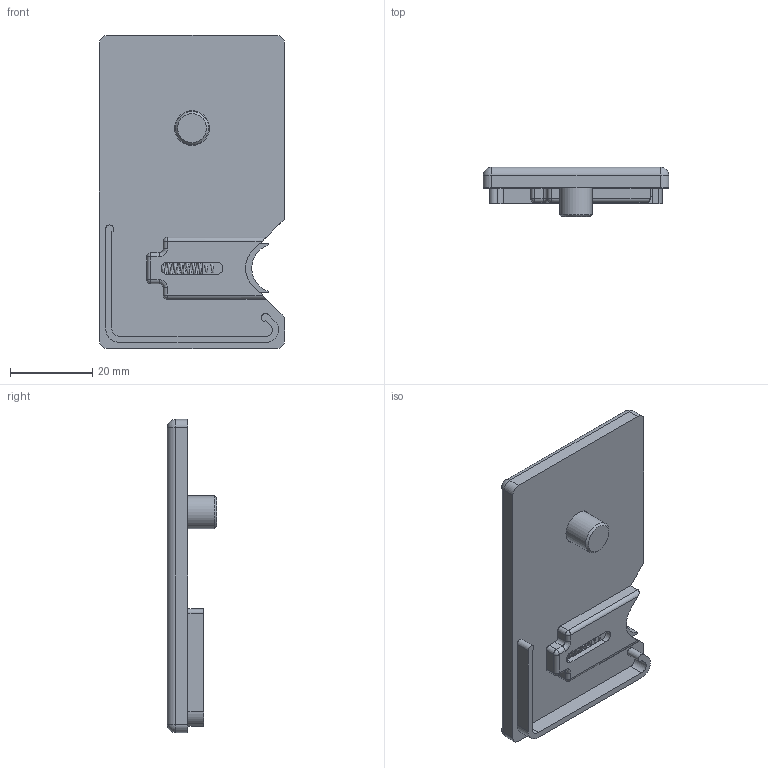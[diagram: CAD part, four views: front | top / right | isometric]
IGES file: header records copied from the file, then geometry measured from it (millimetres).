
Global section: file name: 801232.stp.ipt; native system: Autodesk Inventor 2014; preprocessor: unknown; author: zeman; date: 20151016.131547; units: millimetre
Bounding box: 45 x 12 x 76 mm (x, y, z)
Volume: 17768.8 mm3; surface area: 10666.4 mm2
Topology: 4 solids, 4 shells, 120 faces, 302 edges, 186 vertices
Faces by surface type: plane 61, cylinder 30, revolution 17, sphere 8, bspline 3, cone 1
Full cylindrical faces by diameter (mm): 8 x1, 13 x1
